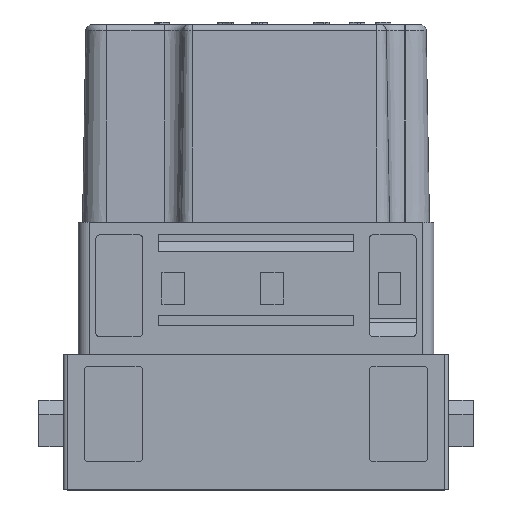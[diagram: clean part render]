
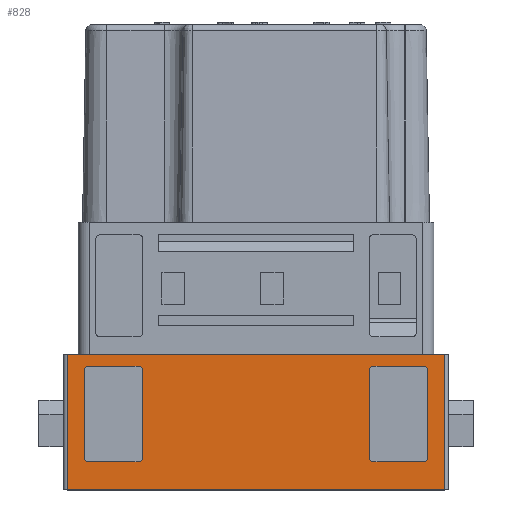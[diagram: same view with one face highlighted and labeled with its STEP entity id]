
A CAD part, top view. The second image highlights one B-rep face of the part: STEP entity #828.
In plain terms, the highlighted planar face has unit normal (0, 0, 1).
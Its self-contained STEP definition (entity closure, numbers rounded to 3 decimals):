
#828=ADVANCED_FACE('',(#3628,#3629,#3630),#1307,.T.);
#1307=PLANE('',#9799);
#1677=LINE('',#13488,#2563);
#1682=LINE('',#13507,#2568);
#1691=LINE('',#13533,#2577);
#1696=LINE('',#13552,#2582);
#1715=LINE('',#13611,#2601);
#1716=LINE('',#13613,#2602);
#1721=LINE('',#13622,#2607);
#1722=LINE('',#13624,#2608);
#1730=LINE('',#13649,#2616);
#1733=LINE('',#13659,#2619);
#1734=LINE('',#13662,#2620);
#1735=LINE('',#13663,#2621);
#2563=VECTOR('',#10683,1.);
#2568=VECTOR('',#10702,1.);
#2577=VECTOR('',#10727,1.);
#2582=VECTOR('',#10746,1.);
#2601=VECTOR('',#10805,1.);
#2602=VECTOR('',#10808,1.);
#2607=VECTOR('',#10821,1.);
#2608=VECTOR('',#10824,1.);
#2616=VECTOR('',#10850,1.);
#2619=VECTOR('',#10859,1.);
#2620=VECTOR('',#10860,1.);
#2621=VECTOR('',#10861,1.);
#3443=CIRCLE('',#9737,0.3);
#3445=CIRCLE('',#9741,0.3);
#3447=CIRCLE('',#9744,0.3);
#3449=CIRCLE('',#9748,0.3);
#3451=CIRCLE('',#9752,0.3);
#3453=CIRCLE('',#9756,0.3);
#3455=CIRCLE('',#9759,0.3);
#3457=CIRCLE('',#9763,0.3);
#3628=FACE_BOUND('',#3789,.T.);
#3629=FACE_BOUND('',#3790,.T.);
#3630=FACE_BOUND('',#3791,.T.);
#3789=EDGE_LOOP('',(#4714,#4715,#4716,#4717,#4718,#4719,#4720,#4721));
#3790=EDGE_LOOP('',(#4722,#4723,#4724,#4725,#4726,#4727,#4728,#4729));
#3791=EDGE_LOOP('',(#4730,#4731,#4732,#4733));
#4714=ORIENTED_EDGE('',*,*,#8174,.T.);
#4715=ORIENTED_EDGE('',*,*,#8226,.F.);
#4716=ORIENTED_EDGE('',*,*,#8170,.T.);
#4717=ORIENTED_EDGE('',*,*,#8166,.F.);
#4718=ORIENTED_EDGE('',*,*,#8164,.T.);
#4719=ORIENTED_EDGE('',*,*,#8232,.F.);
#4720=ORIENTED_EDGE('',*,*,#8180,.T.);
#4721=ORIENTED_EDGE('',*,*,#8175,.T.);
#4722=ORIENTED_EDGE('',*,*,#8196,.T.);
#4723=ORIENTED_EDGE('',*,*,#8233,.F.);
#4724=ORIENTED_EDGE('',*,*,#8192,.T.);
#4725=ORIENTED_EDGE('',*,*,#8188,.T.);
#4726=ORIENTED_EDGE('',*,*,#8186,.T.);
#4727=ORIENTED_EDGE('',*,*,#8227,.F.);
#4728=ORIENTED_EDGE('',*,*,#8202,.T.);
#4729=ORIENTED_EDGE('',*,*,#8197,.F.);
#4730=ORIENTED_EDGE('',*,*,#8250,.F.);
#4731=ORIENTED_EDGE('',*,*,#8251,.F.);
#4732=ORIENTED_EDGE('',*,*,#8245,.F.);
#4733=ORIENTED_EDGE('',*,*,#8252,.T.);
#7224=VERTEX_POINT('',#13479);
#7226=VERTEX_POINT('',#13483);
#7228=VERTEX_POINT('',#13489);
#7229=VERTEX_POINT('',#13493);
#7232=VERTEX_POINT('',#13500);
#7234=VERTEX_POINT('',#13504);
#7235=VERTEX_POINT('',#13508);
#7237=VERTEX_POINT('',#13514);
#7240=VERTEX_POINT('',#13524);
#7242=VERTEX_POINT('',#13528);
#7244=VERTEX_POINT('',#13534);
#7245=VERTEX_POINT('',#13538);
#7248=VERTEX_POINT('',#13545);
#7250=VERTEX_POINT('',#13549);
#7251=VERTEX_POINT('',#13553);
#7253=VERTEX_POINT('',#13559);
#7279=VERTEX_POINT('',#13650);
#7280=VERTEX_POINT('',#13651);
#7283=VERTEX_POINT('',#13660);
#7284=VERTEX_POINT('',#13661);
#8164=EDGE_CURVE('',#7224,#7226,#3443,.T.);
#8166=EDGE_CURVE('',#7224,#7228,#1677,.T.);
#8170=EDGE_CURVE('',#7229,#7228,#3445,.T.);
#8174=EDGE_CURVE('',#7232,#7234,#3447,.T.);
#8175=EDGE_CURVE('',#7235,#7232,#1682,.T.);
#8180=EDGE_CURVE('',#7237,#7235,#3449,.T.);
#8186=EDGE_CURVE('',#7240,#7242,#3451,.T.);
#8188=EDGE_CURVE('',#7244,#7240,#1691,.T.);
#8192=EDGE_CURVE('',#7245,#7244,#3453,.T.);
#8196=EDGE_CURVE('',#7248,#7250,#3455,.T.);
#8197=EDGE_CURVE('',#7248,#7251,#1696,.T.);
#8202=EDGE_CURVE('',#7253,#7251,#3457,.T.);
#8226=EDGE_CURVE('',#7229,#7234,#1715,.T.);
#8227=EDGE_CURVE('',#7253,#7242,#1716,.T.);
#8232=EDGE_CURVE('',#7237,#7226,#1721,.T.);
#8233=EDGE_CURVE('',#7245,#7250,#1722,.T.);
#8245=EDGE_CURVE('',#7279,#7280,#1730,.T.);
#8250=EDGE_CURVE('',#7283,#7284,#1733,.T.);
#8251=EDGE_CURVE('',#7280,#7283,#1734,.T.);
#8252=EDGE_CURVE('',#7279,#7284,#1735,.T.);
#9737=AXIS2_PLACEMENT_3D('',#13484,#10678,#10679);
#9741=AXIS2_PLACEMENT_3D('',#13496,#10690,#10691);
#9744=AXIS2_PLACEMENT_3D('',#13505,#10698,#10699);
#9748=AXIS2_PLACEMENT_3D('',#13517,#10710,#10711);
#9752=AXIS2_PLACEMENT_3D('',#13529,#10722,#10723);
#9756=AXIS2_PLACEMENT_3D('',#13541,#10734,#10735);
#9759=AXIS2_PLACEMENT_3D('',#13550,#10742,#10743);
#9763=AXIS2_PLACEMENT_3D('',#13562,#10754,#10755);
#9799=AXIS2_PLACEMENT_3D('',#13664,#10862,#10863);
#10678=DIRECTION('',(0.,0.,-1.));
#10679=DIRECTION('',(1.,0.,0.));
#10683=DIRECTION('',(0.,1.,0.));
#10690=DIRECTION('',(0.,0.,-1.));
#10691=DIRECTION('',(0.,1.,0.));
#10698=DIRECTION('',(0.,0.,-1.));
#10699=DIRECTION('',(-1.,0.,0.));
#10702=DIRECTION('',(0.,1.,0.));
#10710=DIRECTION('',(0.,0.,-1.));
#10711=DIRECTION('',(0.,-1.,0.));
#10722=DIRECTION('',(0.,0.,-1.));
#10723=DIRECTION('',(-1.,0.,0.));
#10727=DIRECTION('',(0.,1.,0.));
#10734=DIRECTION('',(0.,0.,-1.));
#10735=DIRECTION('',(0.,-1.,0.));
#10742=DIRECTION('',(0.,0.,-1.));
#10743=DIRECTION('',(1.,0.,0.));
#10746=DIRECTION('',(0.,1.,0.));
#10754=DIRECTION('',(0.,0.,-1.));
#10755=DIRECTION('',(0.,1.,0.));
#10805=DIRECTION('',(-1.,0.,0.));
#10808=DIRECTION('',(-1.,0.,0.));
#10821=DIRECTION('',(1.,0.,0.));
#10824=DIRECTION('',(1.,0.,0.));
#10850=DIRECTION('',(-1.,0.,0.));
#10859=DIRECTION('',(1.,0.,0.));
#10860=DIRECTION('',(0.,1.,0.));
#10861=DIRECTION('',(0.,1.,0.));
#10862=DIRECTION('',(0.,0.,1.));
#10863=DIRECTION('',(1.,0.,0.));
#13479=CARTESIAN_POINT('',(13.5,-18.4,7.3));
#13483=CARTESIAN_POINT('',(13.2,-18.7,7.3));
#13484=CARTESIAN_POINT('',(13.2,-18.4,7.3));
#13488=CARTESIAN_POINT('',(13.5,-18.4,7.3));
#13489=CARTESIAN_POINT('',(13.5,-11.5,7.3));
#13493=CARTESIAN_POINT('',(13.2,-11.2,7.3));
#13496=CARTESIAN_POINT('',(13.2,-11.5,7.3));
#13500=CARTESIAN_POINT('',(8.9,-11.5,7.3));
#13504=CARTESIAN_POINT('',(9.2,-11.2,7.3));
#13505=CARTESIAN_POINT('',(9.2,-11.5,7.3));
#13507=CARTESIAN_POINT('',(8.9,-18.4,7.3));
#13508=CARTESIAN_POINT('',(8.9,-18.4,7.3));
#13514=CARTESIAN_POINT('',(9.2,-18.7,7.3));
#13517=CARTESIAN_POINT('',(9.2,-18.4,7.3));
#13524=CARTESIAN_POINT('',(-13.5,-11.5,7.3));
#13528=CARTESIAN_POINT('',(-13.2,-11.2,7.3));
#13529=CARTESIAN_POINT('',(-13.2,-11.5,7.3));
#13533=CARTESIAN_POINT('',(-13.5,-18.4,7.3));
#13534=CARTESIAN_POINT('',(-13.5,-18.4,7.3));
#13538=CARTESIAN_POINT('',(-13.2,-18.7,7.3));
#13541=CARTESIAN_POINT('',(-13.2,-18.4,7.3));
#13545=CARTESIAN_POINT('',(-8.9,-18.4,7.3));
#13549=CARTESIAN_POINT('',(-9.2,-18.7,7.3));
#13550=CARTESIAN_POINT('',(-9.2,-18.4,7.3));
#13552=CARTESIAN_POINT('',(-8.9,-18.4,7.3));
#13553=CARTESIAN_POINT('',(-8.9,-11.5,7.3));
#13559=CARTESIAN_POINT('',(-9.2,-11.2,7.3));
#13562=CARTESIAN_POINT('',(-9.2,-11.5,7.3));
#13611=CARTESIAN_POINT('',(13.2,-11.2,7.3));
#13613=CARTESIAN_POINT('',(-9.2,-11.2,7.3));
#13622=CARTESIAN_POINT('',(9.2,-18.7,7.3));
#13624=CARTESIAN_POINT('',(-13.2,-18.7,7.3));
#13649=CARTESIAN_POINT('',(14.85,-20.9,7.3));
#13650=CARTESIAN_POINT('',(14.85,-20.9,7.3));
#13651=CARTESIAN_POINT('',(-14.85,-20.9,7.3));
#13659=CARTESIAN_POINT('',(-14.85,-10.25,7.3));
#13660=CARTESIAN_POINT('',(-14.85,-10.25,7.3));
#13661=CARTESIAN_POINT('',(14.85,-10.25,7.3));
#13662=CARTESIAN_POINT('',(-14.85,-20.9,7.3));
#13663=CARTESIAN_POINT('',(14.85,-20.9,7.3));
#13664=CARTESIAN_POINT('',(-15.15,0.,7.3));
